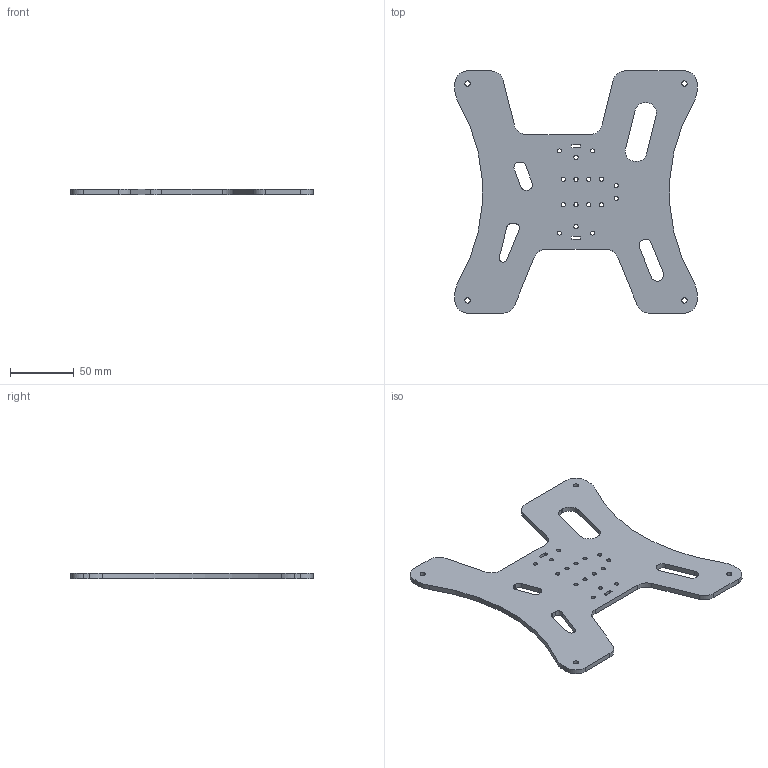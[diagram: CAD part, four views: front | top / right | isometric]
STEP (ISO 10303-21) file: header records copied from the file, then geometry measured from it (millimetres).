
FILE_DESCRIPTION(/* description */ (''),/* implementation_level */ '2;1');
FILE_NAME(/* name */ 'Bed carriage.step',/* time_stamp */ '2019-12-01T23:18:32+02:00',/* author */ (''),/* organization */ (''),/* preprocessor_version */ 'ST-DEVELOPER v18',/* originating_system */ 'Autodesk Translation Framework v8.12.0.6',/* authorisation */ '');
FILE_SCHEMA (('AUTOMOTIVE_DESIGN { 1 0 10303 214 3 1 1 }'));
Length unit declared in the file: millimetre
Products named in the file (2): Ender 3 BLV mod; Y carriage
Assembly tree (1 placements, depth 2):
  Ender 3 BLV mod
    Y carriage
Bounding box: 190 x 190 x 4 mm (x, y, z)
Volume: 87669.8 mm3; surface area: 49694.3 mm2
Topology: 1 solids, 1 shells, 98 faces, 288 edges, 192 vertices
Faces by surface type: cylinder 60, plane 38
Full cylindrical faces by diameter (mm): 3.2 x16, 4.2 x4
Entity records: 3507 total; most frequent: DIRECTION 610, CARTESIAN_POINT 581, ORIENTED_EDGE 576, EDGE_CURVE 288, AXIS2_PLACEMENT_3D 221, VERTEX_POINT 192, LINE 168, VECTOR 168
